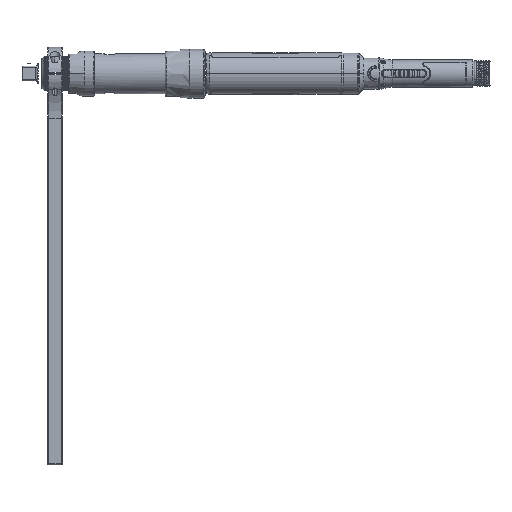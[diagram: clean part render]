
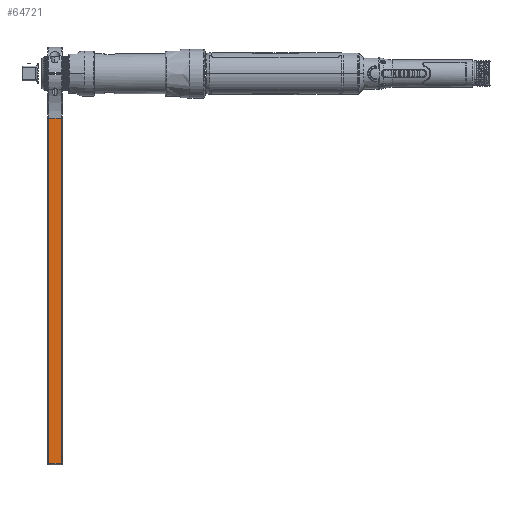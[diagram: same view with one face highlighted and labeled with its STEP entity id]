
A CAD part, top view. The second image highlights one B-rep face of the part: STEP entity #64721.
In plain terms, the highlighted planar face has unit normal (0, 0, 1).
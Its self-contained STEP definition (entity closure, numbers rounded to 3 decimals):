
#62630=DIRECTION('',(1.,0.,0.));
#62631=VECTOR('',#62630,0.63);
#62632=CARTESIAN_POINT('',(-7.439,-2.289,0.588));
#62633=LINE('',#62632,#62631);
#63122=DIRECTION('',(0.,1.,0.));
#63123=VECTOR('',#63122,17.651);
#63124=CARTESIAN_POINT('',(-6.809,-19.94,0.588));
#63125=LINE('',#63124,#63123);
#63225=DIRECTION('',(0.,-1.,0.));
#63226=VECTOR('',#63225,17.651);
#63227=CARTESIAN_POINT('',(-7.439,-2.289,0.588));
#63228=LINE('',#63227,#63226);
#63318=DIRECTION('',(-1.,0.,0.));
#63319=VECTOR('',#63318,0.63);
#63320=CARTESIAN_POINT('',(-6.809,-19.94,0.588));
#63321=LINE('',#63320,#63319);
#64035=CARTESIAN_POINT('',(-6.809,-19.94,0.588));
#64036=CARTESIAN_POINT('',(-7.439,-19.94,0.588));
#64037=VERTEX_POINT('',#64035);
#64038=VERTEX_POINT('',#64036);
#64039=CARTESIAN_POINT('',(-7.439,-2.289,0.588));
#64040=VERTEX_POINT('',#64039);
#64071=CARTESIAN_POINT('',(-6.809,-2.289,0.588));
#64072=VERTEX_POINT('',#64071);
#64706=CARTESIAN_POINT('',(-7.499,-2.289,0.588));
#64707=DIRECTION('',(0.,0.,1.));
#64708=DIRECTION('',(0.,-1.,0.));
#64709=AXIS2_PLACEMENT_3D('',#64706,#64707,#64708);
#64710=PLANE('',#64709);
#64712=ORIENTED_EDGE('',*,*,#64711,.T.);
#64714=ORIENTED_EDGE('',*,*,#64713,.F.);
#64716=ORIENTED_EDGE('',*,*,#64715,.T.);
#64718=ORIENTED_EDGE('',*,*,#64717,.F.);
#64719=EDGE_LOOP('',(#64712,#64714,#64716,#64718));
#64720=FACE_OUTER_BOUND('',#64719,.F.);
#64721=ADVANCED_FACE('',(#64720),#64710,.T.);
#64711=EDGE_CURVE('',#64037,#64038,#63321,.T.);
#64713=EDGE_CURVE('',#64040,#64038,#63228,.T.);
#64715=EDGE_CURVE('',#64040,#64072,#62633,.T.);
#64717=EDGE_CURVE('',#64037,#64072,#63125,.T.);
